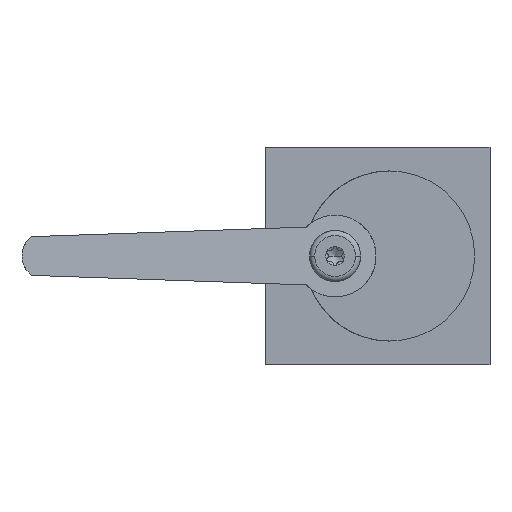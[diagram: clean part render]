
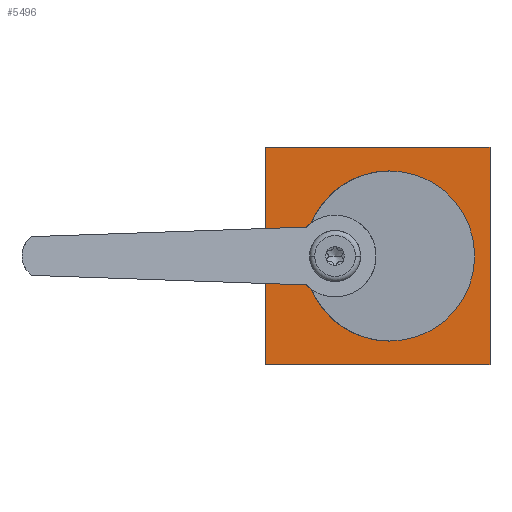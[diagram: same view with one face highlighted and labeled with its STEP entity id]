
A CAD part, left-side view. The second image highlights one B-rep face of the part: STEP entity #5496.
In plain terms, the highlighted planar face has unit normal (-1, 0, 0).
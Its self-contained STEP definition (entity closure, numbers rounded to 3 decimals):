
#25=DIRECTION('',(0.,-1.,0.));
#26=VECTOR('',#25,66.);
#27=CARTESIAN_POINT('',(0.,66.,0.));
#28=LINE('',#27,#26);
#471=DIRECTION('',(0.,0.,1.));
#472=VECTOR('',#471,64.);
#473=CARTESIAN_POINT('',(0.,66.,-64.));
#474=LINE('',#473,#472);
#515=DIRECTION('',(0.,-1.,0.));
#516=VECTOR('',#515,66.);
#517=CARTESIAN_POINT('',(0.,66.,-64.));
#518=LINE('',#517,#516);
#519=CARTESIAN_POINT('',(0.,29.5,-32.));
#520=DIRECTION('',(-1.,0.,0.));
#521=DIRECTION('',(0.,0.,1.));
#522=AXIS2_PLACEMENT_3D('',#519,#520,#521);
#524=CARTESIAN_POINT('',(0.,29.5,-32.));
#525=DIRECTION('',(-1.,0.,0.));
#526=DIRECTION('',(0.,0.,-1.));
#527=AXIS2_PLACEMENT_3D('',#524,#525,#526);
#533=DIRECTION('',(0.,0.,-1.));
#534=VECTOR('',#533,64.);
#535=CARTESIAN_POINT('',(0.,0.,0.));
#536=LINE('',#535,#534);
#3877=CARTESIAN_POINT('',(0.,0.,-64.));
#3878=VERTEX_POINT('',#3877);
#3879=CARTESIAN_POINT('',(0.,66.,-64.));
#3880=VERTEX_POINT('',#3879);
#3891=CARTESIAN_POINT('',(0.,66.,0.));
#3892=VERTEX_POINT('',#3891);
#3893=CARTESIAN_POINT('',(0.,0.,0.));
#3894=VERTEX_POINT('',#3893);
#4891=CARTESIAN_POINT('',(0.,29.5,-7.));
#4892=CARTESIAN_POINT('',(0.,29.5,-57.));
#4893=VERTEX_POINT('',#4891);
#4894=VERTEX_POINT('',#4892);
#5478=CARTESIAN_POINT('',(0.,33.,-32.));
#5479=DIRECTION('',(1.,0.,0.));
#5480=DIRECTION('',(0.,-1.,0.));
#5481=AXIS2_PLACEMENT_3D('',#5478,#5479,#5480);
#5482=PLANE('',#5481);
#5483=ORIENTED_EDGE('',*,*,#5432,.F.);
#5484=ORIENTED_EDGE('',*,*,#5449,.T.);
#5485=ORIENTED_EDGE('',*,*,#4932,.T.);
#5487=ORIENTED_EDGE('',*,*,#5486,.T.);
#5488=EDGE_LOOP('',(#5483,#5484,#5485,#5487));
#5489=FACE_OUTER_BOUND('',#5488,.F.);
#5491=ORIENTED_EDGE('',*,*,#5490,.T.);
#5493=ORIENTED_EDGE('',*,*,#5492,.T.);
#5494=EDGE_LOOP('',(#5491,#5493));
#5495=FACE_BOUND('',#5494,.F.);
#5496=ADVANCED_FACE('',(#5489,#5495),#5482,.F.);
#523=CIRCLE('',#522,25.);
#528=CIRCLE('',#527,25.);
#4932=EDGE_CURVE('',#3892,#3894,#28,.T.);
#5432=EDGE_CURVE('',#3880,#3878,#518,.T.);
#5449=EDGE_CURVE('',#3880,#3892,#474,.T.);
#5486=EDGE_CURVE('',#3894,#3878,#536,.T.);
#5490=EDGE_CURVE('',#4893,#4894,#523,.T.);
#5492=EDGE_CURVE('',#4894,#4893,#528,.T.);
